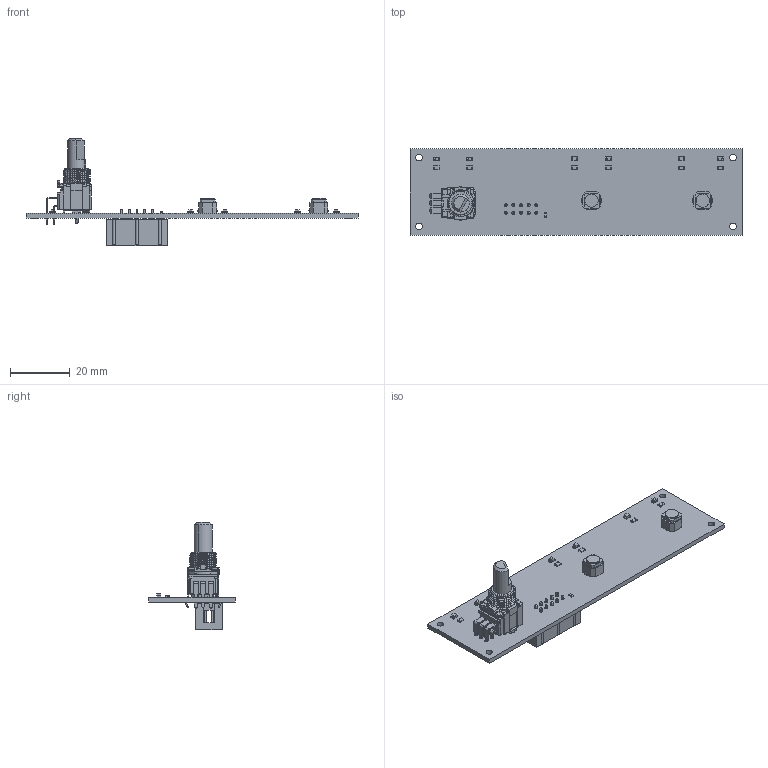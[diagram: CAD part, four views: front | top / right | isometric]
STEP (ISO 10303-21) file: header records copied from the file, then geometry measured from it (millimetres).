
FILE_DESCRIPTION(('FreeCAD Model'),'2;1');
FILE_NAME('Open CASCADE Shape Model','2024-07-27T16:39:55',('Author'),( ''),'Open CASCADE STEP processor 7.6','FreeCAD','Unknown');
FILE_SCHEMA(('AUTOMOTIVE_DESIGN { 1 0 10303 214 1 1 1 1 }'));
Length unit declared in the file: millimetre
Products named in the file (29): 112VU 1; LED_0805_2012Metric001; LED_0805_2012Metric; R_0805_2012Metric001; R_0805_2012Metric; R_0603_1608Metric001; R_0603_1608Metric; R_0805_2012Metric003; R_0805_2012Metric005; LED_0805_2012Metric003; LED_0805_2012Metric005; RK09L12-F15V; 112VU 1.8.1; R_0805_2012Metric007; LED_0805_2012Metric007; LED_0805_2012Metric009; SW_Push_1TS009xxxx-xxxx-xxxx_6x6x5mm; LinkGroup003; LinkGroup; LinkGroup001; LinkGroup002; LED_0805_2012Metric011; SW_Push_1TS009xxxx-xxxx-xxxx_6x6x5mm001; LinkGroup007; R_0805_2012Metric009; R_0805_2012Metric011; IDC-Header_2x05_P2.54mm_Vertical; IDC_Header_2x05_P254mm_Vertical; _autosave-112VU_PCB
Assembly tree (41 placements, depth 4):
  112VU 1
    LED_0805_2012Metric001
      LED_0805_2012Metric
    R_0805_2012Metric001
      R_0805_2012Metric
    R_0603_1608Metric001
      R_0603_1608Metric
    R_0805_2012Metric003
      R_0805_2012Metric
    R_0805_2012Metric005
      R_0805_2012Metric
    LED_0805_2012Metric003
      LED_0805_2012Metric
    LED_0805_2012Metric005
      LED_0805_2012Metric
    RK09L12-F15V
      112VU 1.8.1
    R_0805_2012Metric007
      R_0805_2012Metric
    LED_0805_2012Metric007
      LED_0805_2012Metric
    LED_0805_2012Metric009
      LED_0805_2012Metric
    SW_Push_1TS009xxxx-xxxx-xxxx_6x6x5mm
      LinkGroup003
        LinkGroup
        LinkGroup001
        LinkGroup002
    LED_0805_2012Metric011
      LED_0805_2012Metric
    SW_Push_1TS009xxxx-xxxx-xxxx_6x6x5mm001
      LinkGroup007
        LinkGroup
        LinkGroup001
        LinkGroup002
    R_0805_2012Metric009
      R_0805_2012Metric
    R_0805_2012Metric011
      R_0805_2012Metric
    IDC-Header_2x05_P2.54mm_Vertical
      IDC_Header_2x05_P254mm_Vertical
    _autosave-112VU_PCB
Bounding box: 111 x 29 x 35.8 mm (x, y, z)
Volume: 7734.8 mm3; surface area: 10239.2 mm2
Topology: 22 solids, 22 shells, 1272 faces, 3336 edges, 2140 vertices
Faces by surface type: plane 969, cylinder 289, bspline 7, cone 3, revolution 2, torus 2
Full cylindrical faces by diameter (mm): 1 x22, 2.2 x4, 4.5 x2
Entity records: 31082 total; most frequent: CARTESIAN_POINT 6898, ORIENTED_EDGE 4440, DIRECTION 4327, EDGE_CURVE 2220, LINE 1749, VECTOR 1749, VERTEX_POINT 1416, AXIS2_PLACEMENT_3D 1288
